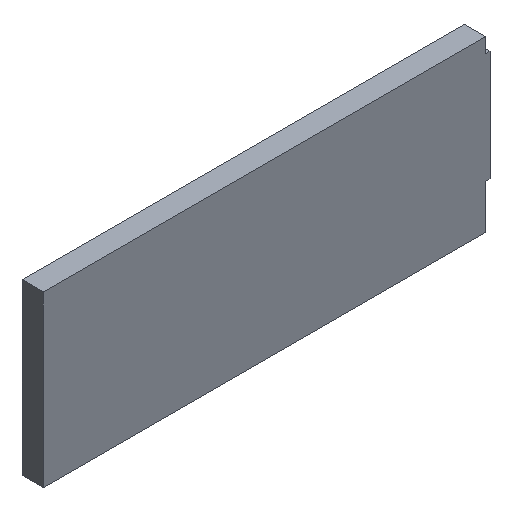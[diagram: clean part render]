
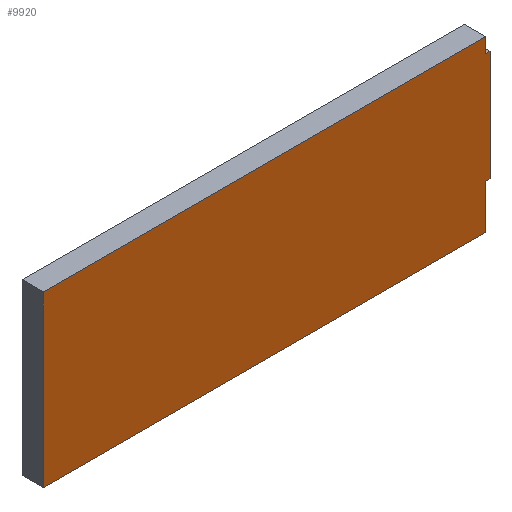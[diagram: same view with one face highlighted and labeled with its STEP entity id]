
A CAD part, isometric view. The second image highlights one B-rep face of the part: STEP entity #9920.
In plain terms, the highlighted planar face has unit normal (0, -1, 0).
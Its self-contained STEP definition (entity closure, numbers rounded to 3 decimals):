
#1038=PLANE('',#10215);
#1544=FACE_OUTER_BOUND('',#2098,.T.);
#2098=EDGE_LOOP('',(#8873,#8874,#8875,#8876,#8877,#8878,#8879,#8880));
#2107=LINE('',#11683,#3004);
#2113=LINE('',#11694,#3010);
#2975=LINE('',#17428,#3872);
#2976=LINE('',#17431,#3873);
#2984=LINE('',#17444,#3881);
#2993=LINE('',#17465,#3890);
#2994=LINE('',#17467,#3891);
#2995=LINE('',#17468,#3892);
#3004=VECTOR('',#10233,10.);
#3010=VECTOR('',#10241,10.);
#3872=VECTOR('',#11615,10.);
#3873=VECTOR('',#11618,10.);
#3881=VECTOR('',#11630,10.);
#3890=VECTOR('',#11653,10.);
#3891=VECTOR('',#11654,10.);
#3892=VECTOR('',#11655,10.);
#3904=VERTEX_POINT('',#11680);
#3905=VERTEX_POINT('',#11682);
#3909=VERTEX_POINT('',#11692);
#4794=VERTEX_POINT('',#17421);
#4797=VERTEX_POINT('',#17426);
#4798=VERTEX_POINT('',#17430);
#4806=VERTEX_POINT('',#17464);
#4807=VERTEX_POINT('',#17466);
#4815=EDGE_CURVE('',#3905,#3904,#2107,.T.);
#4821=EDGE_CURVE('',#3909,#3904,#2113,.T.);
#6149=EDGE_CURVE('',#4794,#4797,#2975,.T.);
#6150=EDGE_CURVE('',#4798,#3905,#2976,.T.);
#6158=EDGE_CURVE('',#4794,#3909,#2984,.T.);
#6167=EDGE_CURVE('',#4797,#4806,#2993,.T.);
#6168=EDGE_CURVE('',#4806,#4807,#2994,.T.);
#6169=EDGE_CURVE('',#4807,#4798,#2995,.T.);
#8873=ORIENTED_EDGE('',*,*,#6150,.T.);
#8874=ORIENTED_EDGE('',*,*,#4815,.T.);
#8875=ORIENTED_EDGE('',*,*,#4821,.F.);
#8876=ORIENTED_EDGE('',*,*,#6158,.F.);
#8877=ORIENTED_EDGE('',*,*,#6149,.T.);
#8878=ORIENTED_EDGE('',*,*,#6167,.T.);
#8879=ORIENTED_EDGE('',*,*,#6168,.T.);
#8880=ORIENTED_EDGE('',*,*,#6169,.T.);
#9920=ADVANCED_FACE('',(#1544),#1038,.T.);
#10215=AXIS2_PLACEMENT_3D('',#17463,#11651,#11652);
#10233=DIRECTION('',(1.,0.,0.));
#10241=DIRECTION('',(0.,0.,-1.));
#11615=DIRECTION('',(0.,0.,1.));
#11618=DIRECTION('',(0.,0.,1.));
#11630=DIRECTION('',(1.,0.,0.));
#11651=DIRECTION('center_axis',(0.,-1.,0.));
#11652=DIRECTION('ref_axis',(0.,0.,-1.));
#11653=DIRECTION('',(-1.,0.,0.));
#11654=DIRECTION('',(0.,0.,-1.));
#11655=DIRECTION('',(1.,0.,0.));
#11680=CARTESIAN_POINT('',(15.3,-0.725,-2.75));
#11682=CARTESIAN_POINT('',(15.,-0.725,-2.75));
#11683=CARTESIAN_POINT('',(15.,-0.725,-2.75));
#11692=CARTESIAN_POINT('',(15.3,-0.725,4.75));
#11694=CARTESIAN_POINT('',(15.3,-0.725,4.75));
#17421=CARTESIAN_POINT('',(15.,-0.725,4.75));
#17426=CARTESIAN_POINT('',(15.,-0.725,5.75));
#17428=CARTESIAN_POINT('',(15.,-0.725,5.75));
#17430=CARTESIAN_POINT('',(15.,-0.725,-5.75));
#17431=CARTESIAN_POINT('',(15.,-0.725,5.75));
#17444=CARTESIAN_POINT('',(15.,-0.725,4.75));
#17463=CARTESIAN_POINT('Origin',(0.,-0.725,0.));
#17464=CARTESIAN_POINT('',(-15.,-0.725,5.75));
#17465=CARTESIAN_POINT('',(-15.,-0.725,5.75));
#17466=CARTESIAN_POINT('',(-15.,-0.725,-5.75));
#17467=CARTESIAN_POINT('',(-15.,-0.725,-5.75));
#17468=CARTESIAN_POINT('',(15.,-0.725,-5.75));
